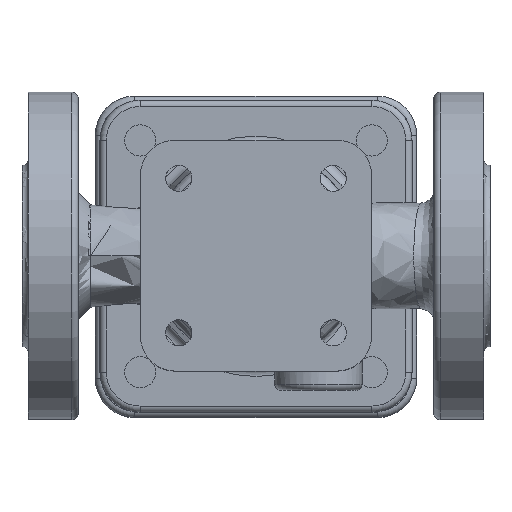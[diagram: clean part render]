
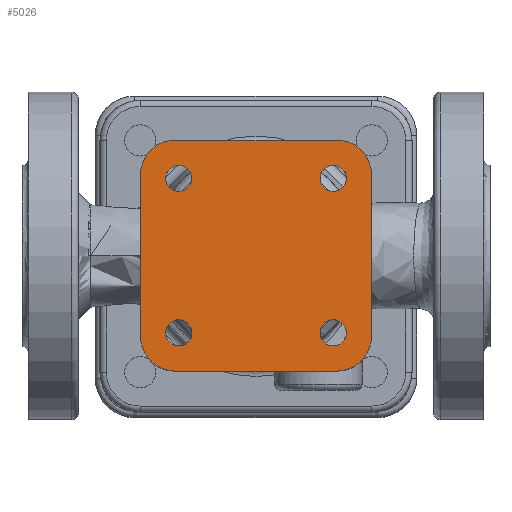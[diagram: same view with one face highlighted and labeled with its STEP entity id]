
A CAD part, top view. The second image highlights one B-rep face of the part: STEP entity #5026.
In plain terms, the highlighted planar face has unit normal (0, 0, 1).
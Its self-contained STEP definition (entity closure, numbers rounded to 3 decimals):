
#503=LINE('',#9500,#795);
#507=LINE('',#9509,#799);
#510=LINE('',#11702,#802);
#511=LINE('',#11704,#803);
#795=VECTOR('',#6717,52.);
#799=VECTOR('',#6727,52.);
#802=VECTOR('',#6940,52.);
#803=VECTOR('',#6943,52.);
#942=PLANE('',#5571);
#1067=FACE_BOUND('',#1819,.T.);
#1068=FACE_BOUND('',#1820,.T.);
#1069=FACE_BOUND('',#1821,.T.);
#1070=FACE_BOUND('',#1822,.T.);
#1381=FACE_OUTER_BOUND('',#1818,.T.);
#1818=EDGE_LOOP('',(#4600,#4601,#4602,#4603,#4604,#4605,#4606,#4607));
#1819=EDGE_LOOP('',(#4608));
#1820=EDGE_LOOP('',(#4609));
#1821=EDGE_LOOP('',(#4610));
#1822=EDGE_LOOP('',(#4611));
#1848=CIRCLE('',#5099,11.);
#2003=CIRCLE('',#5400,4.188);
#2005=CIRCLE('',#5403,4.188);
#2007=CIRCLE('',#5406,4.188);
#2009=CIRCLE('',#5409,4.188);
#2038=CIRCLE('',#5463,11.);
#2039=CIRCLE('',#5466,11.);
#2105=CIRCLE('',#5568,11.);
#2177=VERTEX_POINT('',#7168);
#2178=VERTEX_POINT('',#7170);
#2470=VERTEX_POINT('',#9376);
#2471=VERTEX_POINT('',#9380);
#2472=VERTEX_POINT('',#9384);
#2473=VERTEX_POINT('',#9388);
#2498=VERTEX_POINT('',#9497);
#2499=VERTEX_POINT('',#9499);
#2500=VERTEX_POINT('',#9503);
#2501=VERTEX_POINT('',#9507);
#2502=VERTEX_POINT('',#9511);
#2566=VERTEX_POINT('',#11698);
#2661=EDGE_CURVE('',#2177,#2178,#1848,.T.);
#3080=EDGE_CURVE('',#2470,#2470,#2003,.T.);
#3082=EDGE_CURVE('',#2471,#2471,#2005,.T.);
#3084=EDGE_CURVE('',#2472,#2472,#2007,.T.);
#3086=EDGE_CURVE('',#2473,#2473,#2009,.T.);
#3136=EDGE_CURVE('',#2499,#2498,#503,.T.);
#3139=EDGE_CURVE('',#2500,#2498,#2038,.T.);
#3141=EDGE_CURVE('',#2500,#2501,#507,.T.);
#3143=EDGE_CURVE('',#2502,#2501,#2039,.T.);
#3247=EDGE_CURVE('',#2499,#2566,#2105,.T.);
#3249=EDGE_CURVE('',#2502,#2178,#510,.T.);
#3250=EDGE_CURVE('',#2177,#2566,#511,.T.);
#4600=ORIENTED_EDGE('',*,*,#2661,.F.);
#4601=ORIENTED_EDGE('',*,*,#3250,.T.);
#4602=ORIENTED_EDGE('',*,*,#3247,.F.);
#4603=ORIENTED_EDGE('',*,*,#3136,.T.);
#4604=ORIENTED_EDGE('',*,*,#3139,.F.);
#4605=ORIENTED_EDGE('',*,*,#3141,.T.);
#4606=ORIENTED_EDGE('',*,*,#3143,.F.);
#4607=ORIENTED_EDGE('',*,*,#3249,.T.);
#4608=ORIENTED_EDGE('',*,*,#3080,.T.);
#4609=ORIENTED_EDGE('',*,*,#3082,.T.);
#4610=ORIENTED_EDGE('',*,*,#3084,.T.);
#4611=ORIENTED_EDGE('',*,*,#3086,.T.);
#5026=ADVANCED_FACE('',(#1381,#1067,#1068,#1069,#1070),#942,.F.);
#5099=AXIS2_PLACEMENT_3D('',#7171,#5784,#5785);
#5400=AXIS2_PLACEMENT_3D('',#9377,#6575,#6576);
#5403=AXIS2_PLACEMENT_3D('',#9381,#6581,#6582);
#5406=AXIS2_PLACEMENT_3D('',#9385,#6587,#6588);
#5409=AXIS2_PLACEMENT_3D('',#9389,#6593,#6594);
#5463=AXIS2_PLACEMENT_3D('',#9505,#6722,#6723);
#5466=AXIS2_PLACEMENT_3D('',#9513,#6731,#6732);
#5568=AXIS2_PLACEMENT_3D('',#11699,#6935,#6936);
#5571=AXIS2_PLACEMENT_3D('',#11705,#6944,#6945);
#5784=DIRECTION('center_axis',(0.,0.,
-1.));
#5785=DIRECTION('ref_axis',(0.707,-0.707,0.));
#6575=DIRECTION('center_axis',(0.,0.,
-1.));
#6576=DIRECTION('ref_axis',(0.,-1.,0.));
#6581=DIRECTION('center_axis',(0.,0.,
-1.));
#6582=DIRECTION('ref_axis',(-1.,0.,0.));
#6587=DIRECTION('center_axis',(0.,0.,
-1.));
#6588=DIRECTION('ref_axis',(0.,1.,0.));
#6593=DIRECTION('center_axis',(0.,0.,
-1.));
#6594=DIRECTION('ref_axis',(1.,0.,0.));
#6717=DIRECTION('',(-1.,0.,0.));
#6722=DIRECTION('center_axis',(0.,0.,
-1.));
#6723=DIRECTION('ref_axis',(-0.707,0.707,0.));
#6727=DIRECTION('',(0.,-1.,0.));
#6731=DIRECTION('center_axis',(0.,0.,
-1.));
#6732=DIRECTION('ref_axis',(-0.707,-0.707,0.));
#6935=DIRECTION('center_axis',(0.,0.,
-1.));
#6936=DIRECTION('ref_axis',(0.707,0.707,0.));
#6940=DIRECTION('',(1.,0.,0.));
#6943=DIRECTION('',(0.,1.,0.));
#6944=DIRECTION('center_axis',(0.,0.,
-1.));
#6945=DIRECTION('ref_axis',(-1.,0.,0.));
#7168=CARTESIAN_POINT('',(37.,-26.,70.));
#7170=CARTESIAN_POINT('',(26.,-37.,70.));
#7171=CARTESIAN_POINT('Origin',(26.,-26.,70.));
#9376=CARTESIAN_POINT('',(24.749,-28.937,70.));
#9377=CARTESIAN_POINT('Origin',(24.749,-24.749,70.));
#9380=CARTESIAN_POINT('',(-28.937,-24.749,70.));
#9381=CARTESIAN_POINT('Origin',(-24.749,-24.749,70.));
#9384=CARTESIAN_POINT('',(-24.749,28.937,70.));
#9385=CARTESIAN_POINT('Origin',(-24.749,24.749,70.));
#9388=CARTESIAN_POINT('',(28.937,24.749,70.));
#9389=CARTESIAN_POINT('Origin',(24.749,24.749,70.));
#9497=CARTESIAN_POINT('',(-26.,37.,70.));
#9499=CARTESIAN_POINT('',(26.,37.,70.));
#9500=CARTESIAN_POINT('',(37.,37.,70.));
#9503=CARTESIAN_POINT('',(-37.,26.,70.));
#9505=CARTESIAN_POINT('Origin',(-26.,26.,70.));
#9507=CARTESIAN_POINT('',(-37.,-26.,70.));
#9509=CARTESIAN_POINT('',(-37.,37.,70.));
#9511=CARTESIAN_POINT('',(-26.,-37.,70.));
#9513=CARTESIAN_POINT('Origin',(-26.,-26.,70.));
#11698=CARTESIAN_POINT('',(37.,26.,70.));
#11699=CARTESIAN_POINT('Origin',(26.,26.,70.));
#11702=CARTESIAN_POINT('',(-37.,-37.,70.));
#11704=CARTESIAN_POINT('',(37.,-37.,70.));
#11705=CARTESIAN_POINT('Origin',(0.,0.,
70.));
